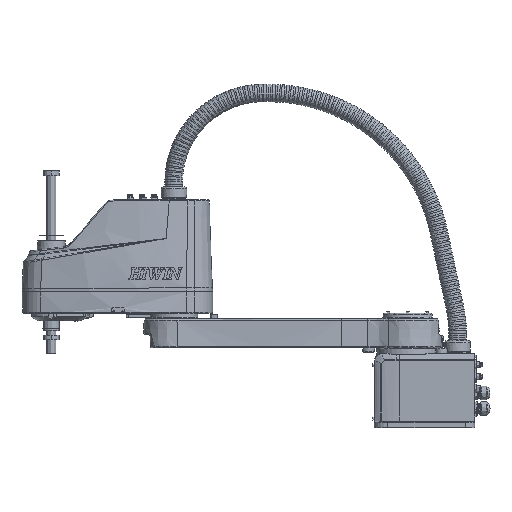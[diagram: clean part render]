
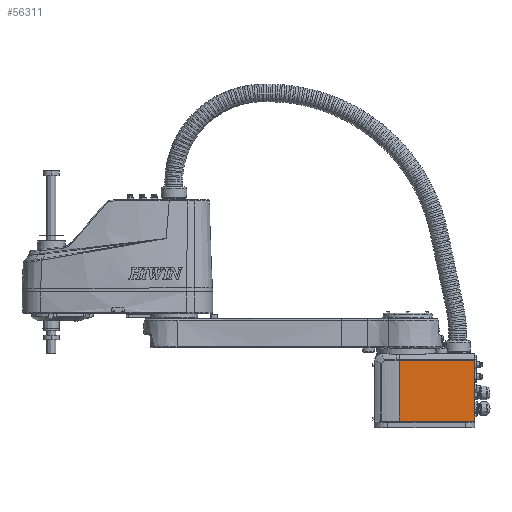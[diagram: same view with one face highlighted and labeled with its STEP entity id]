
A CAD part, left-side view. The second image highlights one B-rep face of the part: STEP entity #56311.
In plain terms, the highlighted planar face has unit normal (-1, 0, 0).
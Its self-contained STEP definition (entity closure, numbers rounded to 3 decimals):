
#3005=FACE_OUTER_BOUND('',#6435,.T.);
#6435=EDGE_LOOP('',(#35588,#35589,#35590,#35591));
#14750=LINE('',#82719,#18151);
#14813=LINE('',#84191,#18214);
#14814=LINE('',#84356,#18215);
#14815=LINE('',#84358,#18216);
#18151=VECTOR('',#66563,10.);
#18214=VECTOR('',#66806,136.803);
#18215=VECTOR('',#66815,168.812);
#18216=VECTOR('',#66818,168.812);
#21559=VERTEX_POINT('',#82716);
#21560=VERTEX_POINT('',#82718);
#21662=VERTEX_POINT('',#84187);
#21664=VERTEX_POINT('',#84190);
#27050=EDGE_CURVE('',#21560,#21559,#14750,.T.);
#27200=EDGE_CURVE('',#21662,#21664,#14813,.T.);
#27206=EDGE_CURVE('',#21560,#21662,#14814,.T.);
#27207=EDGE_CURVE('',#21664,#21559,#14815,.T.);
#35588=ORIENTED_EDGE('',*,*,#27206,.F.);
#35589=ORIENTED_EDGE('',*,*,#27050,.T.);
#35590=ORIENTED_EDGE('',*,*,#27207,.F.);
#35591=ORIENTED_EDGE('',*,*,#27200,.F.);
#51900=PLANE('',#60289);
#56311=ADVANCED_FACE('',(#3005),#51900,.T.);
#60289=AXIS2_PLACEMENT_3D('',#84357,#66816,#66817);
#66563=DIRECTION('',(0.,1.,0.));
#66806=DIRECTION('',(0.,1.,0.));
#66815=DIRECTION('',(0.,0.,-1.));
#66816=DIRECTION('center_axis',(-1.,0.,0.));
#66817=DIRECTION('ref_axis',(0.,0.,1.));
#66818=DIRECTION('',(0.,0.,1.));
#82716=CARTESIAN_POINT('',(-65.001,139.807,220.));
#82718=CARTESIAN_POINT('',(-65.001,3.,220.));
#82719=CARTESIAN_POINT('',(-65.001,116.846,220.));
#84187=CARTESIAN_POINT('',(-65.001,3.,51.188));
#84190=CARTESIAN_POINT('',(-65.001,139.803,51.188));
#84191=CARTESIAN_POINT('',(-65.001,3.,51.188));
#84356=CARTESIAN_POINT('',(-65.001,3.,220.));
#84357=CARTESIAN_POINT('Origin',(-65.001,155.,-5.));
#84358=CARTESIAN_POINT('',(-65.001,139.803,51.188));
